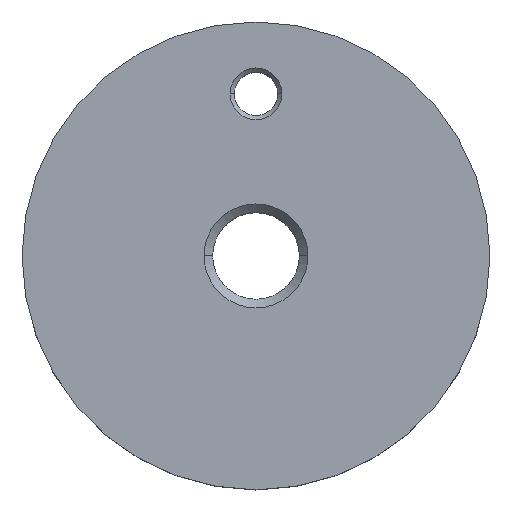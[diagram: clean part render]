
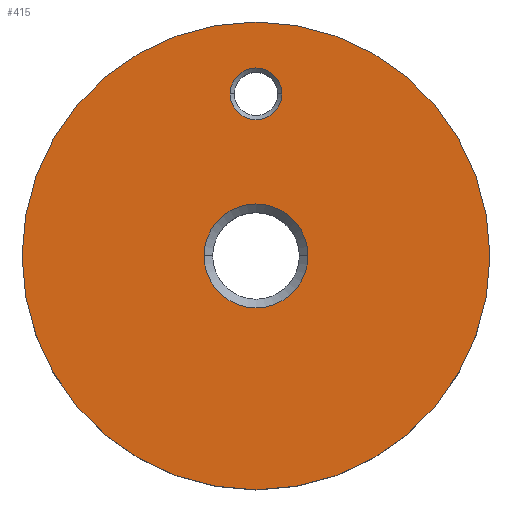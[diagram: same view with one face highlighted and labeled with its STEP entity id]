
A CAD part, top view. The second image highlights one B-rep face of the part: STEP entity #415.
In plain terms, the highlighted planar face has unit normal (0, 0, 1).
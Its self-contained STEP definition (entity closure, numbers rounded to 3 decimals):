
#1 = EDGE_LOOP ( 'NONE', ( #256, #109 ) ) ;
#2 = VERTEX_POINT ( 'NONE', #48 ) ;
#5 = CARTESIAN_POINT ( 'NONE',  ( 6., 0., 12. ) ) ;
#6 = VERTEX_POINT ( 'NONE', #417 ) ;
#7 = CARTESIAN_POINT ( 'NONE',  ( 27., 0., 12. ) ) ;
#8 = EDGE_CURVE ( 'NONE', #6, #401, #380, .T. ) ;
#14 = CARTESIAN_POINT ( 'NONE',  ( -3., 18.697, 12. ) ) ;
#26 = ORIENTED_EDGE ( 'NONE', *, *, #226, .T. ) ;
#29 = ORIENTED_EDGE ( 'NONE', *, *, #8, .T. ) ;
#30 = DIRECTION ( 'NONE',  ( 1., 0., 0. ) ) ;
#47 = DIRECTION ( 'NONE',  ( 1., 0., 0. ) ) ;
#48 = CARTESIAN_POINT ( 'NONE',  ( -27., 0., 12. ) ) ;
#49 = AXIS2_PLACEMENT_3D ( 'NONE', #441, #116, #229 ) ;
#85 = AXIS2_PLACEMENT_3D ( 'NONE', #120, #381, #47 ) ;
#87 = CARTESIAN_POINT ( 'NONE',  ( 0., 0., 12. ) ) ;
#109 = ORIENTED_EDGE ( 'NONE', *, *, #467, .T. ) ;
#110 = CIRCLE ( 'NONE', #49, 27. ) ;
#116 = DIRECTION ( 'NONE',  ( 0., 0., 1. ) ) ;
#120 = CARTESIAN_POINT ( 'NONE',  ( 0., 0., 12. ) ) ;
#128 = CIRCLE ( 'NONE', #157, 27. ) ;
#139 = DIRECTION ( 'NONE',  ( 0., 0., 1. ) ) ;
#144 = DIRECTION ( 'NONE',  ( 0., 0., -1. ) ) ;
#145 = AXIS2_PLACEMENT_3D ( 'NONE', #306, #152, #346 ) ;
#152 = DIRECTION ( 'NONE',  ( 0., 0., -1. ) ) ;
#157 = AXIS2_PLACEMENT_3D ( 'NONE', #87, #139, #30 ) ;
#165 = AXIS2_PLACEMENT_3D ( 'NONE', #300, #144, #178 ) ;
#176 = FACE_OUTER_BOUND ( 'NONE', #1, .T. ) ;
#178 = DIRECTION ( 'NONE',  ( 1., 0., 0. ) ) ;
#186 = ORIENTED_EDGE ( 'NONE', *, *, #397, .T. ) ;
#187 = EDGE_LOOP ( 'NONE', ( #29, #26 ) ) ;
#214 = CARTESIAN_POINT ( 'NONE',  ( 0., 0., 12. ) ) ;
#221 = EDGE_CURVE ( 'NONE', #367, #334, #335, .T. ) ;
#226 = EDGE_CURVE ( 'NONE', #401, #6, #383, .T. ) ;
#229 = DIRECTION ( 'NONE',  ( 1., 0., 0. ) ) ;
#256 = ORIENTED_EDGE ( 'NONE', *, *, #316, .T. ) ;
#259 = VERTEX_POINT ( 'NONE', #7 ) ;
#272 = FACE_BOUND ( 'NONE', #187, .T. ) ;
#283 = PLANE ( 'NONE',  #427 ) ;
#295 = CARTESIAN_POINT ( 'NONE',  ( 0., 18.697, 12. ) ) ;
#297 = CIRCLE ( 'NONE', #85, 6. ) ;
#300 = CARTESIAN_POINT ( 'NONE',  ( 0., 0., 12. ) ) ;
#302 = CARTESIAN_POINT ( 'NONE',  ( -6., 0., 12. ) ) ;
#306 = CARTESIAN_POINT ( 'NONE',  ( 0., 18.697, 12. ) ) ;
#316 = EDGE_CURVE ( 'NONE', #2, #259, #110, .T. ) ;
#326 = DIRECTION ( 'NONE',  ( 1., 0., 0. ) ) ;
#334 = VERTEX_POINT ( 'NONE', #5 ) ;
#335 = CIRCLE ( 'NONE', #165, 6. ) ;
#346 = DIRECTION ( 'NONE',  ( 1., 0., 0. ) ) ;
#367 = VERTEX_POINT ( 'NONE', #302 ) ;
#380 = CIRCLE ( 'NONE', #145, 3. ) ;
#381 = DIRECTION ( 'NONE',  ( 0., 0., -1. ) ) ;
#383 = CIRCLE ( 'NONE', #398, 3. ) ;
#397 = EDGE_CURVE ( 'NONE', #334, #367, #297, .T. ) ;
#398 = AXIS2_PLACEMENT_3D ( 'NONE', #295, #404, #326 ) ;
#401 = VERTEX_POINT ( 'NONE', #14 ) ;
#402 = DIRECTION ( 'NONE',  ( 1., 0., 0. ) ) ;
#404 = DIRECTION ( 'NONE',  ( 0., 0., -1. ) ) ;
#415 = ADVANCED_FACE ( 'NONE', ( #272, #418, #176 ), #283, .T. ) ;
#417 = CARTESIAN_POINT ( 'NONE',  ( 3., 18.697, 12. ) ) ;
#418 = FACE_BOUND ( 'NONE', #471, .T. ) ;
#427 = AXIS2_PLACEMENT_3D ( 'NONE', #214, #428, #402 ) ;
#428 = DIRECTION ( 'NONE',  ( 0., 0., 1. ) ) ;
#437 = ORIENTED_EDGE ( 'NONE', *, *, #221, .T. ) ;
#441 = CARTESIAN_POINT ( 'NONE',  ( 0., 0., 12. ) ) ;
#467 = EDGE_CURVE ( 'NONE', #259, #2, #128, .T. ) ;
#471 = EDGE_LOOP ( 'NONE', ( #186, #437 ) ) ;
